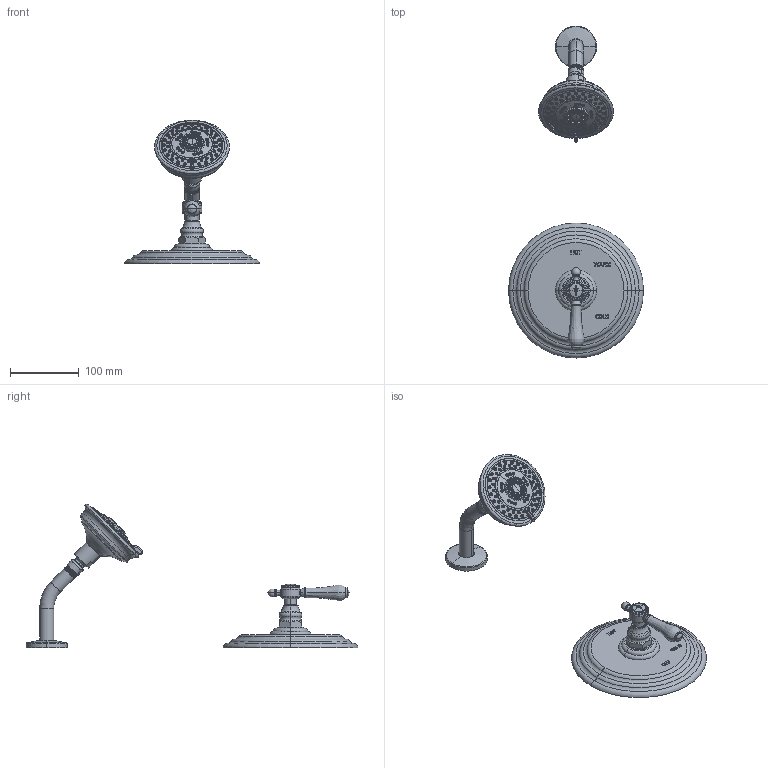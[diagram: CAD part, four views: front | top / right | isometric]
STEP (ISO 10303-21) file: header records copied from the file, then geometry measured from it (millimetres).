
FILE_DESCRIPTION((''),'2;1');
FILE_NAME('3-1034BP','2021-05-26T16:40:07',('jinson.thomas'),(''),'CREO PARAMETRIC BY PTC INC, 2018400','CREO PARAMETRIC BY PTC INC, 2018400','');
FILE_SCHEMA(('CONFIG_CONTROL_DESIGN'));
Length unit declared in the file: inch
Products named in the file (1): 3-1034BP
Bounding box: 196.85 x 484.25 x 209.53 mm (x, y, z)
Volume: 858144.4 mm3; surface area: 125715 mm2
Topology: 2 solids, 2 shells, 1396 faces, 3090 edges, 1866 vertices
Faces by surface type: torus 359, cone 318, plane 296, cylinder 223, bspline 100, extrusion 80, sphere 16, revolution 4
Entity records: 58839 total; most frequent: CARTESIAN_POINT 28963, ORIENTED_EDGE 6164, DIRECTION 6054, EDGE_CURVE 3082, AXIS2_PLACEMENT_3D 2464, VERTEX_POINT 1866, EDGE_LOOP 1588, FACE_OUTER_BOUND 1396
